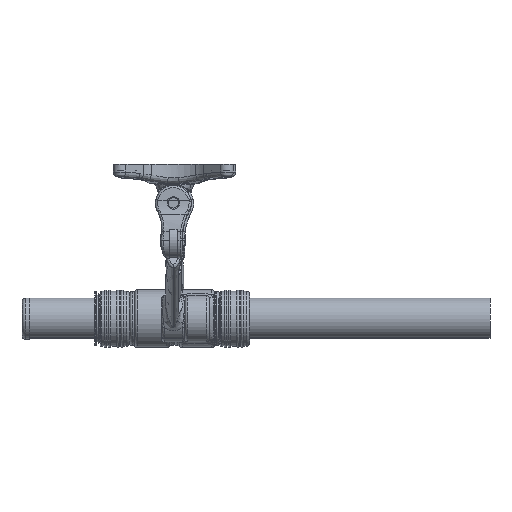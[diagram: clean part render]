
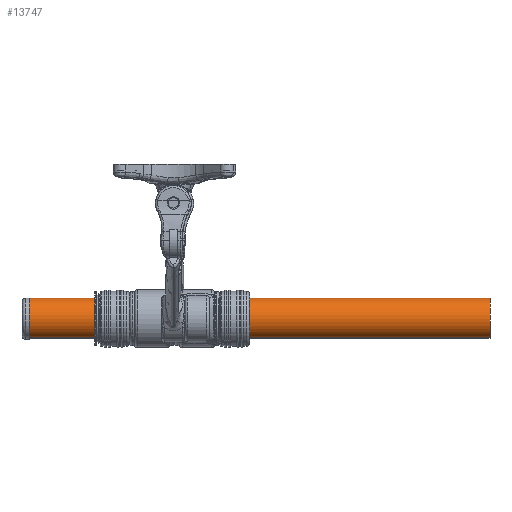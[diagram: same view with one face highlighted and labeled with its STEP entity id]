
A CAD part, left-side view. The second image highlights one B-rep face of the part: STEP entity #13747.
In plain terms, the highlighted cylindrical face has radius 19.5 mm (diameter 39 mm), a partial arc.
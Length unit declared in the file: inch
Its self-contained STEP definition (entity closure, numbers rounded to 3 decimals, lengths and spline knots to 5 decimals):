
#374 = VERTEX_POINT ( 'NONE', #8136 ) ;
#462 = CARTESIAN_POINT ( 'NONE',  ( -0.26303, -8.625, -0.72125 ) ) ;
#719 = AXIS2_PLACEMENT_3D ( 'NONE', #19075, #14644, #8018 ) ;
#822 = VERTEX_POINT ( 'NONE', #462 ) ;
#1297 = ORIENTED_EDGE ( 'NONE', *, *, #11705, .F. ) ;
#3812 = EDGE_CURVE ( 'NONE', #822, #12556, #13738, .T. ) ;
#7303 = ORIENTED_EDGE ( 'NONE', *, *, #12703, .F. ) ;
#7368 = VECTOR ( 'NONE', #19205, 39.37008 ) ;
#8018 = DIRECTION ( 'NONE',  ( 0., 0., 1. ) ) ;
#8114 = CARTESIAN_POINT ( 'NONE',  ( 0., -8.625, 0. ) ) ;
#8136 = CARTESIAN_POINT ( 'NONE',  ( 0.26303, 8.625, -0.72125 ) ) ;
#8387 = AXIS2_PLACEMENT_3D ( 'NONE', #8114, #14560, #10018 ) ;
#8904 = CARTESIAN_POINT ( 'NONE',  ( 0., 8.625, 0. ) ) ;
#10018 = DIRECTION ( 'NONE',  ( 0., 0., 1. ) ) ;
#10396 = ORIENTED_EDGE ( 'NONE', *, *, #22917, .T. ) ;
#11182 = LINE ( 'NONE', #23362, #19383 ) ;
#11705 = EDGE_CURVE ( 'NONE', #28049, #374, #19503, .T. ) ;
#12556 = VERTEX_POINT ( 'NONE', #27896 ) ;
#12703 = EDGE_CURVE ( 'NONE', #374, #12556, #11182, .T. ) ;
#12905 = CARTESIAN_POINT ( 'NONE',  ( -0.26303, 8.625, -0.72125 ) ) ;
#13738 = CIRCLE ( 'NONE', #8387, 0.76772 ) ;
#13747 = ADVANCED_FACE ( 'NONE', ( #15543 ), #24788, .T. ) ;
#14480 = DIRECTION ( 'NONE',  ( 0., -1., 0. ) ) ;
#14560 = DIRECTION ( 'NONE',  ( 0., 1., 0. ) ) ;
#14644 = DIRECTION ( 'NONE',  ( 0., 1., 0. ) ) ;
#15543 = FACE_OUTER_BOUND ( 'NONE', #16196, .T. ) ;
#15708 = DIRECTION ( 'NONE',  ( 0., 0., -1. ) ) ;
#16196 = EDGE_LOOP ( 'NONE', ( #19045, #7303, #1297, #10396 ) ) ;
#19045 = ORIENTED_EDGE ( 'NONE', *, *, #3812, .T. ) ;
#19075 = CARTESIAN_POINT ( 'NONE',  ( 0., 8.625, 0. ) ) ;
#19205 = DIRECTION ( 'NONE',  ( 0., -1., 0. ) ) ;
#19383 = VECTOR ( 'NONE', #14480, 39.37008 ) ;
#19503 = CIRCLE ( 'NONE', #719, 0.76772 ) ;
#19898 = DIRECTION ( 'NONE',  ( 0., -1., 0. ) ) ;
#21286 = AXIS2_PLACEMENT_3D ( 'NONE', #8904, #19898, #15708 ) ;
#22917 = EDGE_CURVE ( 'NONE', #28049, #822, #25521, .T. ) ;
#23362 = CARTESIAN_POINT ( 'NONE',  ( 0.26303, 8.625, -0.72125 ) ) ;
#24788 = CYLINDRICAL_SURFACE ( 'NONE', #21286, 0.76772 ) ;
#25521 = LINE ( 'NONE', #25739, #7368 ) ;
#25739 = CARTESIAN_POINT ( 'NONE',  ( -0.26303, 8.625, -0.72125 ) ) ;
#27896 = CARTESIAN_POINT ( 'NONE',  ( 0.26303, -8.625, -0.72125 ) ) ;
#28049 = VERTEX_POINT ( 'NONE', #12905 ) ;
